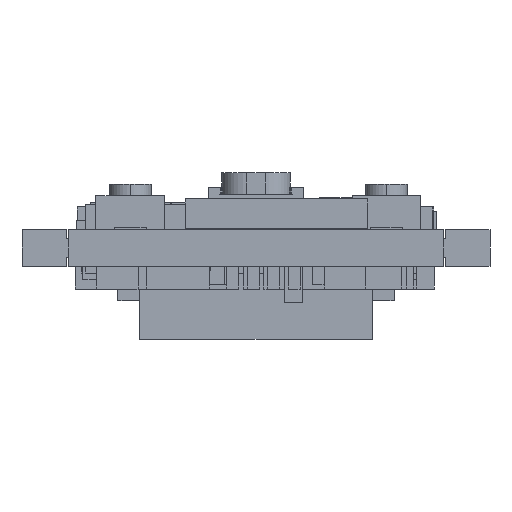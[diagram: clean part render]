
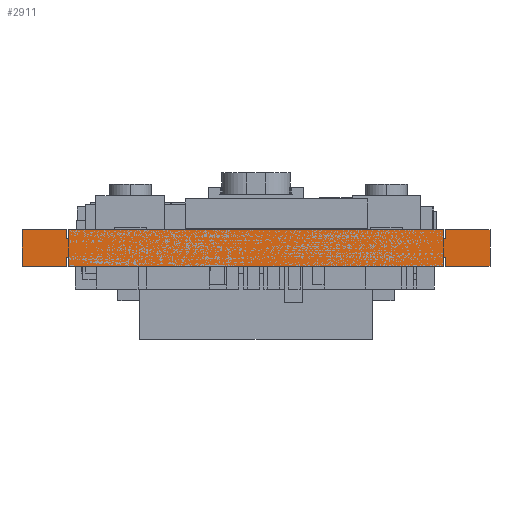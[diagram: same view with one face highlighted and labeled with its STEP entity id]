
A CAD part, left-side view. The second image highlights one B-rep face of the part: STEP entity #2911.
In plain terms, the highlighted planar face has unit normal (-1, 0, 0).
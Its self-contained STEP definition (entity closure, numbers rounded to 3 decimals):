
#322=DIRECTION('',(0.,-1.,0.));
#323=VECTOR('',#322,1.95);
#324=CARTESIAN_POINT('',(0.,10.25,0.));
#325=LINE('',#324,#323);
#385=DIRECTION('',(0.,-1.,0.));
#386=VECTOR('',#385,1.95);
#387=CARTESIAN_POINT('',(0.,-8.3,0.));
#388=LINE('',#387,#386);
#611=DIRECTION('',(0.,-1.,0.));
#612=VECTOR('',#611,1.95);
#613=CARTESIAN_POINT('',(0.,10.25,1.6));
#614=LINE('',#613,#612);
#681=DIRECTION('',(0.,-1.,0.));
#682=VECTOR('',#681,1.95);
#683=CARTESIAN_POINT('',(0.,-8.3,1.6));
#684=LINE('',#683,#682);
#807=DIRECTION('',(0.,0.,1.));
#808=VECTOR('',#807,0.4);
#809=CARTESIAN_POINT('',(0.,8.3,0.));
#810=LINE('',#809,#808);
#835=DIRECTION('',(0.,0.,1.));
#836=VECTOR('',#835,0.4);
#837=CARTESIAN_POINT('',(0.,8.3,1.2));
#838=LINE('',#837,#836);
#867=DIRECTION('',(0.,1.,0.));
#868=VECTOR('',#867,0.1);
#869=CARTESIAN_POINT('',(0.,8.2,0.4));
#870=LINE('',#869,#868);
#899=DIRECTION('',(0.,1.,0.));
#900=VECTOR('',#899,0.1);
#901=CARTESIAN_POINT('',(0.,-8.3,0.4));
#902=LINE('',#901,#900);
#980=DIRECTION('',(0.,1.,0.));
#981=VECTOR('',#980,0.1);
#982=CARTESIAN_POINT('',(0.,8.2,1.2));
#983=LINE('',#982,#981);
#1012=DIRECTION('',(0.,1.,0.));
#1013=VECTOR('',#1012,0.1);
#1014=CARTESIAN_POINT('',(0.,-8.3,1.2));
#1015=LINE('',#1014,#1013);
#1061=DIRECTION('',(0.,0.,1.));
#1062=VECTOR('',#1061,1.6);
#1063=CARTESIAN_POINT('',(0.,10.25,0.));
#1064=LINE('',#1063,#1062);
#1068=DIRECTION('',(0.,0.,1.));
#1069=VECTOR('',#1068,0.4);
#1070=CARTESIAN_POINT('',(0.,8.2,1.2));
#1071=LINE('',#1070,#1069);
#1075=DIRECTION('',(0.,0.,1.));
#1076=VECTOR('',#1075,0.4);
#1077=CARTESIAN_POINT('',(0.,-8.3,1.2));
#1078=LINE('',#1077,#1076);
#1082=DIRECTION('',(0.,0.,1.));
#1083=VECTOR('',#1082,0.4);
#1084=CARTESIAN_POINT('',(0.,-8.3,0.));
#1085=LINE('',#1084,#1083);
#1089=DIRECTION('',(0.,0.,1.));
#1090=VECTOR('',#1089,0.4);
#1091=CARTESIAN_POINT('',(0.,8.2,0.));
#1092=LINE('',#1091,#1090);
#1096=DIRECTION('',(0.,-1.,0.));
#1097=VECTOR('',#1096,16.4);
#1098=CARTESIAN_POINT('',(0.,8.2,1.6));
#1099=LINE('',#1098,#1097);
#1384=DIRECTION('',(0.,0.,1.));
#1385=VECTOR('',#1384,0.4);
#1386=CARTESIAN_POINT('',(0.,-8.2,1.2));
#1387=LINE('',#1386,#1385);
#1412=DIRECTION('',(0.,0.,1.));
#1413=VECTOR('',#1412,0.4);
#1414=CARTESIAN_POINT('',(0.,-8.2,0.));
#1415=LINE('',#1414,#1413);
#1433=DIRECTION('',(0.,-1.,0.));
#1434=VECTOR('',#1433,16.4);
#1435=CARTESIAN_POINT('',(0.,8.2,0.));
#1436=LINE('',#1435,#1434);
#1903=DIRECTION('',(0.,0.,1.));
#1904=VECTOR('',#1903,1.6);
#1905=CARTESIAN_POINT('',(0.,-10.25,0.));
#1906=LINE('',#1905,#1904);
#1910=CARTESIAN_POINT('',(0.,8.2,0.));
#1911=CARTESIAN_POINT('',(0.,-8.2,0.));
#1912=VERTEX_POINT('',#1910);
#1913=VERTEX_POINT('',#1911);
#1918=CARTESIAN_POINT('',(0.,8.2,1.6));
#1919=CARTESIAN_POINT('',(0.,-8.2,1.6));
#1920=VERTEX_POINT('',#1918);
#1921=VERTEX_POINT('',#1919);
#1926=CARTESIAN_POINT('',(0.,8.2,0.4));
#1927=VERTEX_POINT('',#1926);
#1928=CARTESIAN_POINT('',(0.,-8.2,0.4));
#1929=VERTEX_POINT('',#1928);
#1934=CARTESIAN_POINT('',(0.,-8.3,0.4));
#1935=VERTEX_POINT('',#1934);
#1936=CARTESIAN_POINT('',(0.,8.3,0.4));
#1937=VERTEX_POINT('',#1936);
#1942=CARTESIAN_POINT('',(0.,-8.3,1.2));
#1943=CARTESIAN_POINT('',(0.,-8.2,1.2));
#1944=VERTEX_POINT('',#1942);
#1945=VERTEX_POINT('',#1943);
#1946=CARTESIAN_POINT('',(0.,8.2,1.2));
#1947=CARTESIAN_POINT('',(0.,8.3,1.2));
#1948=VERTEX_POINT('',#1946);
#1949=VERTEX_POINT('',#1947);
#2022=CARTESIAN_POINT('',(0.,10.25,0.));
#2023=VERTEX_POINT('',#2022);
#2024=CARTESIAN_POINT('',(0.,8.3,0.));
#2025=VERTEX_POINT('',#2024);
#2026=CARTESIAN_POINT('',(0.,-10.25,0.));
#2028=VERTEX_POINT('',#2026);
#2032=CARTESIAN_POINT('',(0.,-8.3,0.));
#2033=VERTEX_POINT('',#2032);
#2046=CARTESIAN_POINT('',(0.,10.25,1.6));
#2047=VERTEX_POINT('',#2046);
#2048=CARTESIAN_POINT('',(0.,8.3,1.6));
#2049=VERTEX_POINT('',#2048);
#2050=CARTESIAN_POINT('',(0.,-10.25,1.6));
#2052=VERTEX_POINT('',#2050);
#2056=CARTESIAN_POINT('',(0.,-8.3,1.6));
#2057=VERTEX_POINT('',#2056);
#2879=CARTESIAN_POINT('',(0.,8.2,0.));
#2880=DIRECTION('',(-1.,0.,0.));
#2881=DIRECTION('',(0.,-1.,0.));
#2882=AXIS2_PLACEMENT_3D('',#2879,#2880,#2881);
#2883=PLANE('',#2882);
#2884=ORIENTED_EDGE('',*,*,#2713,.T.);
#2885=ORIENTED_EDGE('',*,*,#2671,.F.);
#2886=ORIENTED_EDGE('',*,*,#2223,.F.);
#2887=ORIENTED_EDGE('',*,*,#2874,.T.);
#2888=ORIENTED_EDGE('',*,*,#2348,.T.);
#2889=ORIENTED_EDGE('',*,*,#2686,.F.);
#2890=ORIENTED_EDGE('',*,*,#2797,.F.);
#2891=ORIENTED_EDGE('',*,*,#2762,.T.);
#2893=ORIENTED_EDGE('',*,*,#2892,.T.);
#2895=ORIENTED_EDGE('',*,*,#2894,.F.);
#2896=ORIENTED_EDGE('',*,*,#2825,.F.);
#2897=ORIENTED_EDGE('',*,*,#2169,.T.);
#2898=ORIENTED_EDGE('',*,*,#2382,.T.);
#2900=ORIENTED_EDGE('',*,*,#2899,.F.);
#2901=ORIENTED_EDGE('',*,*,#2256,.F.);
#2902=ORIENTED_EDGE('',*,*,#2153,.T.);
#2903=ORIENTED_EDGE('',*,*,#2743,.T.);
#2905=ORIENTED_EDGE('',*,*,#2904,.F.);
#2907=ORIENTED_EDGE('',*,*,#2906,.F.);
#2908=ORIENTED_EDGE('',*,*,#2768,.T.);
#2909=EDGE_LOOP('',(#2884,#2885,#2886,#2887,#2888,#2889,#2890,#2891,#2893,#2895,
#2896,#2897,#2898,#2900,#2901,#2902,#2903,#2905,#2907,#2908));
#2910=FACE_OUTER_BOUND('',#2909,.F.);
#2911=ADVANCED_FACE('',(#2910),#2883,.T.);
#2153=EDGE_CURVE('',#2033,#1935,#1085,.T.);
#2169=EDGE_CURVE('',#1944,#2057,#1078,.T.);
#2223=EDGE_CURVE('',#2023,#2025,#325,.T.);
#2256=EDGE_CURVE('',#2033,#2028,#388,.T.);
#2348=EDGE_CURVE('',#2047,#2049,#614,.T.);
#2382=EDGE_CURVE('',#2057,#2052,#684,.T.);
#2671=EDGE_CURVE('',#2025,#1937,#810,.T.);
#2686=EDGE_CURVE('',#1949,#2049,#838,.T.);
#2713=EDGE_CURVE('',#1927,#1937,#870,.T.);
#2743=EDGE_CURVE('',#1935,#1929,#902,.T.);
#2762=EDGE_CURVE('',#1948,#1920,#1071,.T.);
#2768=EDGE_CURVE('',#1912,#1927,#1092,.T.);
#2797=EDGE_CURVE('',#1948,#1949,#983,.T.);
#2825=EDGE_CURVE('',#1944,#1945,#1015,.T.);
#2874=EDGE_CURVE('',#2023,#2047,#1064,.T.);
#2892=EDGE_CURVE('',#1920,#1921,#1099,.T.);
#2894=EDGE_CURVE('',#1945,#1921,#1387,.T.);
#2899=EDGE_CURVE('',#2028,#2052,#1906,.T.);
#2904=EDGE_CURVE('',#1913,#1929,#1415,.T.);
#2906=EDGE_CURVE('',#1912,#1913,#1436,.T.);
